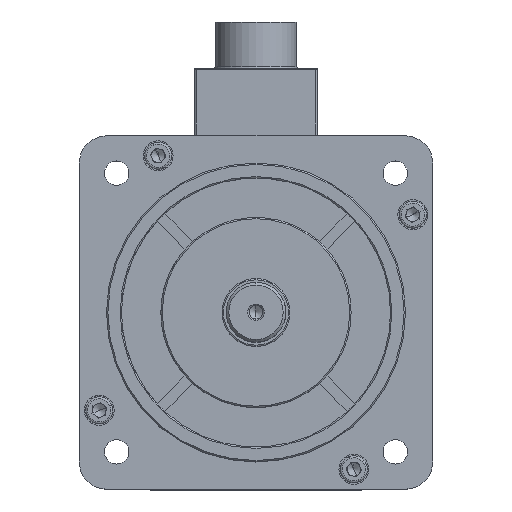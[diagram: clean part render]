
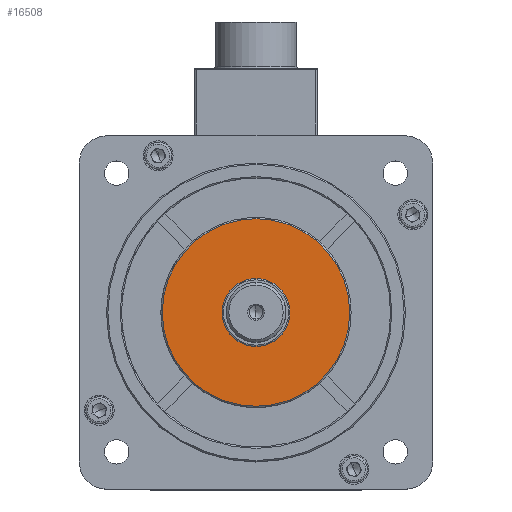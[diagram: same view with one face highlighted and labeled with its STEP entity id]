
A CAD part, top view. The second image highlights one B-rep face of the part: STEP entity #16508.
In plain terms, the highlighted planar face has unit normal (0, 0, 1).
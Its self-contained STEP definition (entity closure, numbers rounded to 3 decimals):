
#4105 = VERTEX_POINT ( 'NONE', #28893 ) ;
#6147 = AXIS2_PLACEMENT_3D ( 'NONE', #22146, #36138, #39836 ) ;
#9930 = DIRECTION ( 'NONE',  ( 1., 0., 0. ) ) ;
#10160 = DIRECTION ( 'NONE',  ( 0., 0., 1. ) ) ;
#12568 = ORIENTED_EDGE ( 'NONE', *, *, #27806, .T. ) ;
#14835 = ORIENTED_EDGE ( 'NONE', *, *, #44001, .T. ) ;
#16508 = ADVANCED_FACE ( 'NONE', ( #38419 ), #17765, .T. ) ;
#17765 = PLANE ( 'NONE',  #36863 ) ;
#18432 = CIRCLE ( 'NONE', #25024, 34.5 ) ;
#22146 = CARTESIAN_POINT ( 'NONE',  ( 201.359, 86.541, 35.207 ) ) ;
#22262 = CIRCLE ( 'NONE', #6147, 34.5 ) ;
#24685 = CARTESIAN_POINT ( 'NONE',  ( 201.359, 86.541, 35.207 ) ) ;
#24687 = CARTESIAN_POINT ( 'NONE',  ( 235.859, 86.541, 35.207 ) ) ;
#25024 = AXIS2_PLACEMENT_3D ( 'NONE', #24685, #43061, #35689 ) ;
#27806 = EDGE_CURVE ( 'NONE', #36045, #4105, #22262, .T. ) ;
#28893 = CARTESIAN_POINT ( 'NONE',  ( 166.859, 86.541, 35.207 ) ) ;
#35689 = DIRECTION ( 'NONE',  ( 1., 0., 0. ) ) ;
#36045 = VERTEX_POINT ( 'NONE', #24687 ) ;
#36138 = DIRECTION ( 'NONE',  ( 0., 0., 1. ) ) ;
#36863 = AXIS2_PLACEMENT_3D ( 'NONE', #41645, #10160, #9930 ) ;
#38419 = FACE_OUTER_BOUND ( 'NONE', #40367, .T. ) ;
#39836 = DIRECTION ( 'NONE',  ( 1., 0., 0. ) ) ;
#40367 = EDGE_LOOP ( 'NONE', ( #14835, #12568 ) ) ;
#41645 = CARTESIAN_POINT ( 'NONE',  ( 201.359, 86.541, 35.207 ) ) ;
#43061 = DIRECTION ( 'NONE',  ( 0., 0., 1. ) ) ;
#44001 = EDGE_CURVE ( 'NONE', #4105, #36045, #18432, .T. ) ;
